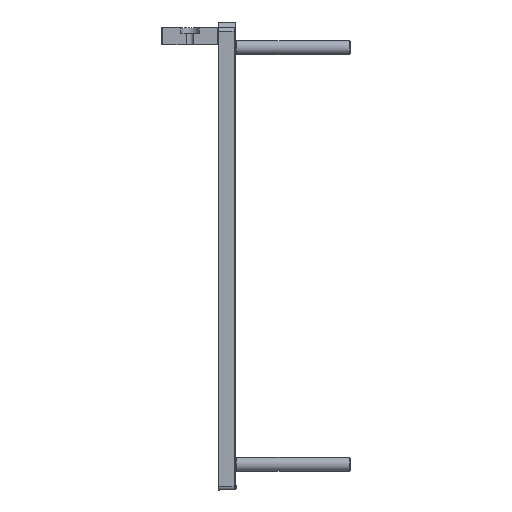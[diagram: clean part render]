
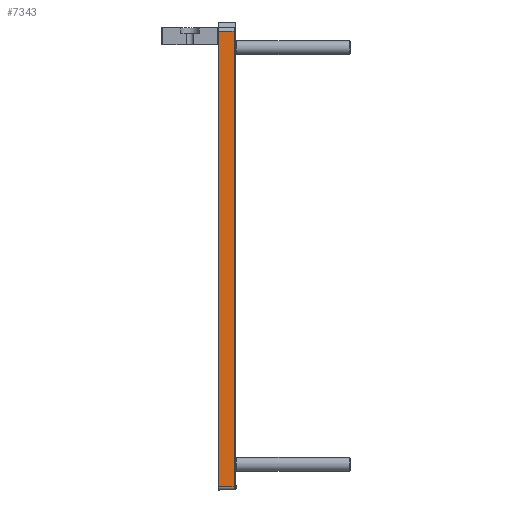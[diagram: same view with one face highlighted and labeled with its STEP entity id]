
A CAD part, left-side view. The second image highlights one B-rep face of the part: STEP entity #7343.
In plain terms, the highlighted planar face has unit normal (-1, 0, 0).
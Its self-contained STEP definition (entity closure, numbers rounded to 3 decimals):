
#160 = VECTOR ( 'NONE', #3920, 1000. ) ;
#850 = EDGE_CURVE ( 'NONE', #2744, #2130, #923, .T. ) ;
#916 = PLANE ( 'NONE',  #4159 ) ;
#923 = LINE ( 'NONE', #8559, #160 ) ;
#1547 = VECTOR ( 'NONE', #4050, 1000. ) ;
#1992 = VERTEX_POINT ( 'NONE', #8092 ) ;
#2130 = VERTEX_POINT ( 'NONE', #3220 ) ;
#2327 = DIRECTION ( 'NONE',  ( 0., 0., -1. ) ) ;
#2676 = LINE ( 'NONE', #7364, #8375 ) ;
#2744 = VERTEX_POINT ( 'NONE', #5100 ) ;
#2978 = ORIENTED_EDGE ( 'NONE', *, *, #850, .F. ) ;
#3022 = CARTESIAN_POINT ( 'NONE',  ( 0., 405., 15. ) ) ;
#3220 = CARTESIAN_POINT ( 'NONE',  ( 0., 402., 1.3 ) ) ;
#3374 = EDGE_CURVE ( 'NONE', #2744, #1992, #4625, .T. ) ;
#3413 = VERTEX_POINT ( 'NONE', #6942 ) ;
#3838 = CARTESIAN_POINT ( 'NONE',  ( 0., 3., 15. ) ) ;
#3920 = DIRECTION ( 'NONE',  ( 0., 1., 0. ) ) ;
#3959 = DIRECTION ( 'NONE',  ( 1., 0., 0. ) ) ;
#4050 = DIRECTION ( 'NONE',  ( 0., 0., -1. ) ) ;
#4159 = AXIS2_PLACEMENT_3D ( 'NONE', #3022, #3959, #2327 ) ;
#4625 = LINE ( 'NONE', #3838, #5763 ) ;
#5008 = DIRECTION ( 'NONE',  ( 0., -1., 0. ) ) ;
#5100 = CARTESIAN_POINT ( 'NONE',  ( 0., 3., 1.3 ) ) ;
#5482 = LINE ( 'NONE', #5578, #1547 ) ;
#5578 = CARTESIAN_POINT ( 'NONE',  ( 0., 402., 15. ) ) ;
#5763 = VECTOR ( 'NONE', #9326, 1000. ) ;
#6012 = FACE_OUTER_BOUND ( 'NONE', #6946, .T. ) ;
#6686 = EDGE_CURVE ( 'NONE', #3413, #2130, #5482, .T. ) ;
#6942 = CARTESIAN_POINT ( 'NONE',  ( 0., 402., 15. ) ) ;
#6946 = EDGE_LOOP ( 'NONE', ( #2978, #7818, #7046, #6996 ) ) ;
#6996 = ORIENTED_EDGE ( 'NONE', *, *, #6686, .T. ) ;
#7046 = ORIENTED_EDGE ( 'NONE', *, *, #8781, .F. ) ;
#7343 = ADVANCED_FACE ( 'NONE', ( #6012 ), #916, .F. ) ;
#7364 = CARTESIAN_POINT ( 'NONE',  ( 0., 405., 15. ) ) ;
#7818 = ORIENTED_EDGE ( 'NONE', *, *, #3374, .T. ) ;
#8092 = CARTESIAN_POINT ( 'NONE',  ( 0., 3., 15. ) ) ;
#8375 = VECTOR ( 'NONE', #5008, 1000. ) ;
#8559 = CARTESIAN_POINT ( 'NONE',  ( 0., 405., 1.3 ) ) ;
#8781 = EDGE_CURVE ( 'NONE', #3413, #1992, #2676, .T. ) ;
#9326 = DIRECTION ( 'NONE',  ( 0., 0., 1. ) ) ;
